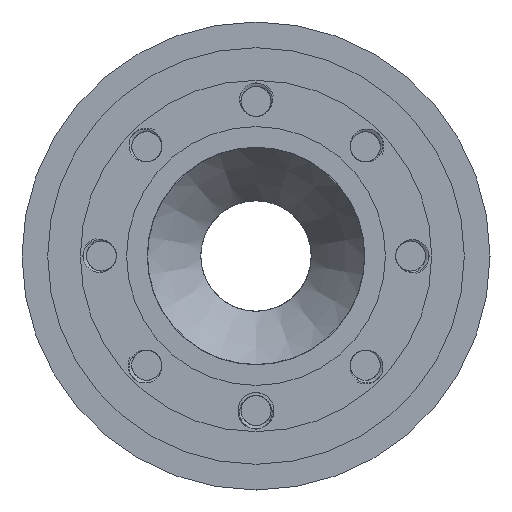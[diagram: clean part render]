
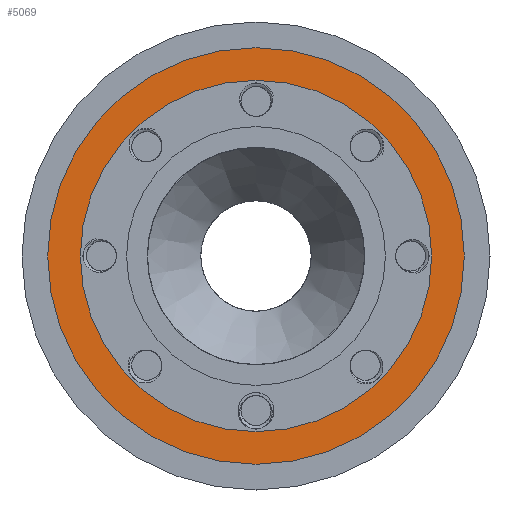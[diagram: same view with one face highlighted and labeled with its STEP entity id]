
A CAD part, left-side view. The second image highlights one B-rep face of the part: STEP entity #5069.
In plain terms, the highlighted planar face has unit normal (-1, 0, 0).
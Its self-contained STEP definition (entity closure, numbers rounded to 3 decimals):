
#17=FACE_BOUND('',#623,.T.);
#48=PLANE('',#5394);
#338=FACE_OUTER_BOUND('',#622,.T.);
#622=EDGE_LOOP('',(#4479));
#623=EDGE_LOOP('',(#4480));
#700=CIRCLE('',#5393,20.25);
#701=CIRCLE('',#5395,17.08);
#2181=VERTEX_POINT('',#22802);
#2182=VERTEX_POINT('',#22806);
#2961=EDGE_CURVE('',#2181,#2181,#700,.T.);
#2962=EDGE_CURVE('',#2182,#2182,#701,.T.);
#4479=ORIENTED_EDGE('',*,*,#2961,.T.);
#4480=ORIENTED_EDGE('',*,*,#2962,.F.);
#5069=ADVANCED_FACE('',(#338,#17),#48,.T.);
#5393=AXIS2_PLACEMENT_3D('',#22804,#6234,#6235);
#5394=AXIS2_PLACEMENT_3D('',#22805,#6236,#6237);
#5395=AXIS2_PLACEMENT_3D('',#22807,#6238,#6239);
#6234=DIRECTION('center_axis',(-1.,0.,0.));
#6235=DIRECTION('ref_axis',(0.,0.,1.));
#6236=DIRECTION('center_axis',(-1.,0.,0.));
#6237=DIRECTION('ref_axis',(0.,0.,1.));
#6238=DIRECTION('center_axis',(-1.,0.,0.));
#6239=DIRECTION('ref_axis',(0.,0.,1.));
#22802=CARTESIAN_POINT('',(4.986,0.,-20.25));
#22804=CARTESIAN_POINT('Origin',(4.986,0.,0.));
#22805=CARTESIAN_POINT('Origin',(4.986,0.,17.08));
#22806=CARTESIAN_POINT('',(4.986,0.,-17.08));
#22807=CARTESIAN_POINT('Origin',(4.986,0.,0.));
